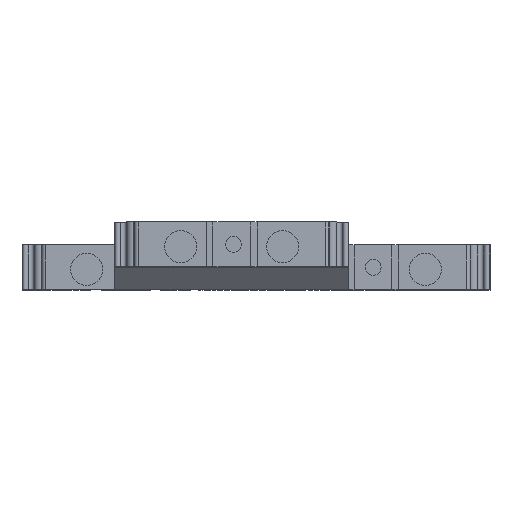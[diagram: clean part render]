
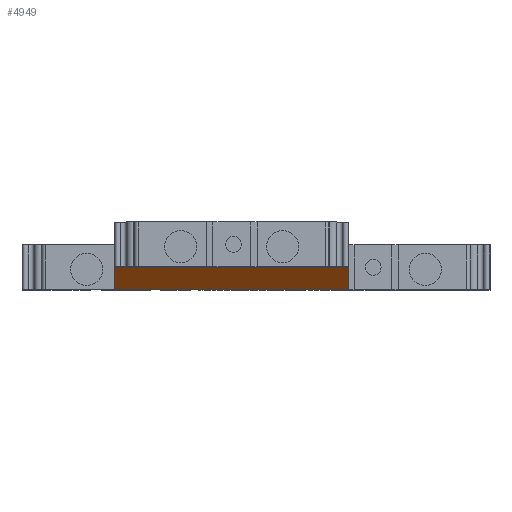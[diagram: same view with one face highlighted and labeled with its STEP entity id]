
A CAD part, top view. The second image highlights one B-rep face of the part: STEP entity #4949.
In plain terms, the highlighted planar face has unit normal (0, -0.669, 0.743).
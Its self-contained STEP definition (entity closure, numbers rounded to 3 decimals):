
#1408=ORIENTED_EDGE('',*,*,#2317,.F.);
#1409=ORIENTED_EDGE('',*,*,#2329,.F.);
#1410=ORIENTED_EDGE('',*,*,#2221,.F.);
#1411=ORIENTED_EDGE('',*,*,#2332,.F.);
#2221=EDGE_CURVE('',#2765,#2770,#3295,.T.);
#2317=EDGE_CURVE('',#2818,#2819,#3372,.T.);
#2329=EDGE_CURVE('',#2770,#2818,#3383,.T.);
#2332=EDGE_CURVE('',#2819,#2765,#3385,.T.);
#2765=VERTEX_POINT('',#7877);
#2770=VERTEX_POINT('',#7896);
#2818=VERTEX_POINT('',#8086);
#2819=VERTEX_POINT('',#8088);
#3295=LINE('',#7895,#3867);
#3372=LINE('',#8087,#3944);
#3383=LINE('',#8112,#3955);
#3385=LINE('',#8118,#3957);
#3867=VECTOR('',#6407,1000.);
#3944=VECTOR('',#6616,1000.);
#3955=VECTOR('',#6643,1000.);
#3957=VECTOR('',#6651,1000.);
#4223=EDGE_LOOP('',(#1408,#1409,#1410,#1411));
#4497=FACE_BOUND('',#4223,.T.);
#4697=PLANE('',#5355);
#4949=ADVANCED_FACE('',(#4497),#4697,.T.);
#5355=AXIS2_PLACEMENT_3D('',#8117,#6649,#6650);
#6407=DIRECTION('',(0.,0.743,0.669));
#6616=DIRECTION('',(0.,-0.743,-0.669));
#6643=DIRECTION('',(1.,0.,0.));
#6649=DIRECTION('',(0.,-0.669,0.743));
#6650=DIRECTION('',(0.,-0.743,-0.669));
#6651=DIRECTION('',(-1.,0.,0.));
#7877=CARTESIAN_POINT('',(-18.85,0.,6.7));
#7895=CARTESIAN_POINT('',(-18.85,4.972,11.175));
#7896=CARTESIAN_POINT('',(-18.85,3.,9.4));
#8086=CARTESIAN_POINT('',(12.35,3.,9.4));
#8087=CARTESIAN_POINT('',(12.35,12.861,18.275));
#8088=CARTESIAN_POINT('',(12.35,0.,6.7));
#8112=CARTESIAN_POINT('',(-59.659,3.,9.4));
#8117=CARTESIAN_POINT('',(-59.659,3.,9.4));
#8118=CARTESIAN_POINT('',(9.251,0.,6.7));
